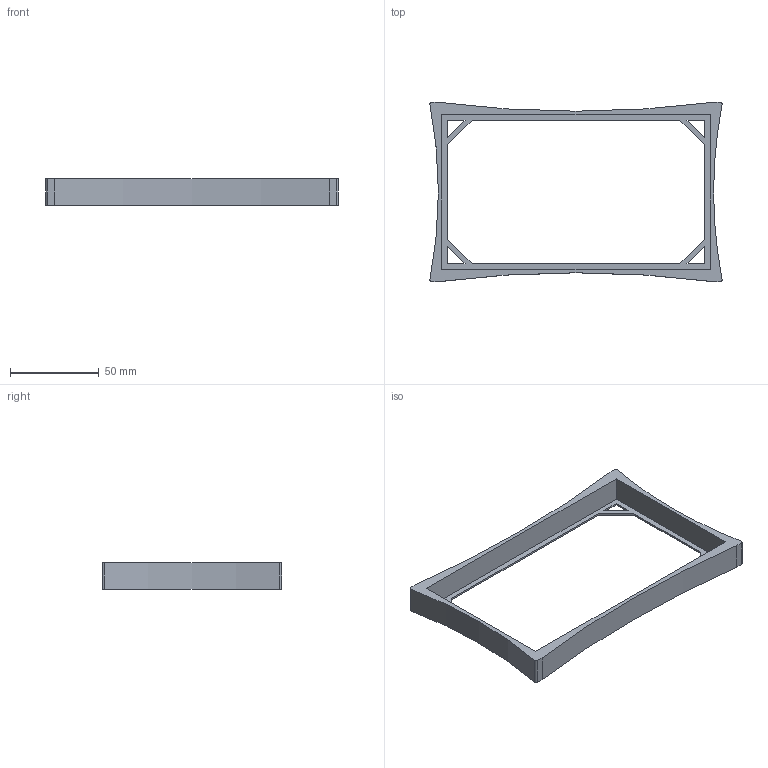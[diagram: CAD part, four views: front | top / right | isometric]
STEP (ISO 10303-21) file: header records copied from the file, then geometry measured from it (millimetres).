
FILE_DESCRIPTION (( 'STEP AP214' ), '1' );
FILE_NAME ('back.STEP', '2019-10-06T18:38:27', ( '' ), ( '' ), 'SwSTEP 2.0', 'SolidWorks 2017', '' );
FILE_SCHEMA (( 'AUTOMOTIVE_DESIGN' ));
Length unit declared in the file: millimetre
Products named in the file (1): back
Bounding box: 164.57 x 101 x 15 mm (x, y, z)
Volume: 28851.3 mm3; surface area: 21996 mm2
Topology: 1 solids, 1 shells, 42 faces, 117 edges, 78 vertices
Faces by surface type: plane 31, cylinder 11
Entity records: 1397 total; most frequent: CARTESIAN_POINT 238, ORIENTED_EDGE 234, DIRECTION 225, EDGE_CURVE 117, VECTOR 95, LINE 95, VERTEX_POINT 78, AXIS2_PLACEMENT_3D 65
